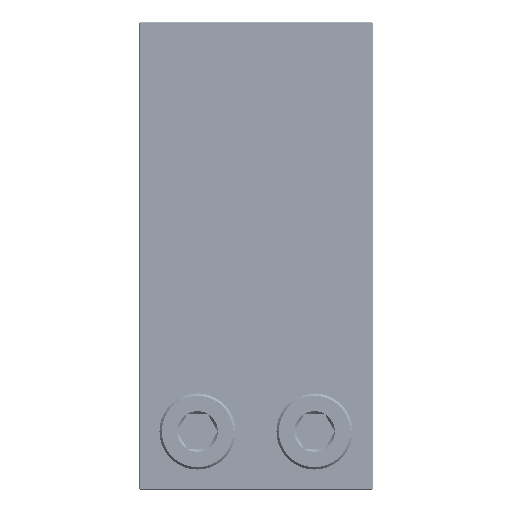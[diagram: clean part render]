
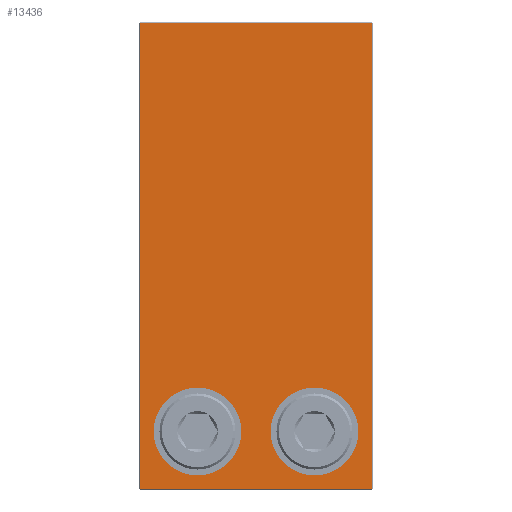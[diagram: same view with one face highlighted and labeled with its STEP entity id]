
A CAD part, left-side view. The second image highlights one B-rep face of the part: STEP entity #13436.
In plain terms, the highlighted planar face has unit normal (-1, 0, 0).
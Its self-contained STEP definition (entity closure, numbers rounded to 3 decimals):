
#103=FACE_BOUND('',#1616,.T.);
#104=FACE_BOUND('',#1617,.T.);
#182=PLANE('',#14271);
#865=FACE_OUTER_BOUND('',#1615,.T.);
#1615=EDGE_LOOP('',(#11690,#11691,#11692,#11693));
#1616=EDGE_LOOP('',(#11694));
#1617=EDGE_LOOP('',(#11695));
#1760=CIRCLE('',#14158,4.);
#1761=CIRCLE('',#14163,4.);
#3677=LINE('',#53567,#4424);
#3690=LINE('',#53594,#4437);
#3695=LINE('',#53604,#4442);
#3697=LINE('',#53607,#4444);
#4424=VECTOR('',#16367,10.);
#4437=VECTOR('',#16400,10.);
#4442=VECTOR('',#16415,10.);
#4444=VECTOR('',#16419,10.);
#5673=VERTEX_POINT('',#44703);
#5675=VERTEX_POINT('',#44712);
#5724=VERTEX_POINT('',#53478);
#5736=VERTEX_POINT('',#53517);
#5737=VERTEX_POINT('',#53521);
#5747=VERTEX_POINT('',#53560);
#7572=EDGE_CURVE('',#5673,#5673,#1760,.T.);
#7575=EDGE_CURVE('',#5675,#5675,#1761,.T.);
#7720=EDGE_CURVE('',#5747,#5736,#3677,.T.);
#7735=EDGE_CURVE('',#5737,#5747,#3690,.T.);
#7742=EDGE_CURVE('',#5724,#5737,#3695,.T.);
#7744=EDGE_CURVE('',#5736,#5724,#3697,.T.);
#11690=ORIENTED_EDGE('',*,*,#7720,.F.);
#11691=ORIENTED_EDGE('',*,*,#7735,.F.);
#11692=ORIENTED_EDGE('',*,*,#7742,.F.);
#11693=ORIENTED_EDGE('',*,*,#7744,.F.);
#11694=ORIENTED_EDGE('',*,*,#7572,.T.);
#11695=ORIENTED_EDGE('',*,*,#7575,.T.);
#13436=ADVANCED_FACE('',(#865,#103,#104),#182,.T.);
#14158=AXIS2_PLACEMENT_3D('',#44704,#16121,#16122);
#14163=AXIS2_PLACEMENT_3D('',#44713,#16133,#16134);
#14271=AXIS2_PLACEMENT_3D('',#53648,#16482,#16483);
#16121=DIRECTION('center_axis',(1.,0.,0.));
#16122=DIRECTION('ref_axis',(0.,-1.,0.));
#16133=DIRECTION('center_axis',(1.,0.,0.));
#16134=DIRECTION('ref_axis',(0.,-1.,0.));
#16367=DIRECTION('',(0.,1.,0.));
#16400=DIRECTION('',(0.,0.,-1.));
#16415=DIRECTION('',(0.,-1.,0.));
#16419=DIRECTION('',(0.,0.,1.));
#16482=DIRECTION('center_axis',(-1.,0.,0.));
#16483=DIRECTION('ref_axis',(0.,-1.,0.));
#44703=CARTESIAN_POINT('',(0.,34.,10.));
#44704=CARTESIAN_POINT('Origin',(0.,30.,10.));
#44712=CARTESIAN_POINT('',(0.,14.,10.));
#44713=CARTESIAN_POINT('Origin',(0.,10.,10.));
#53478=CARTESIAN_POINT('',(0.,39.8,79.8));
#53517=CARTESIAN_POINT('',(0.,39.8,0.2));
#53521=CARTESIAN_POINT('',(0.,0.2,79.8));
#53560=CARTESIAN_POINT('',(0.,0.2,0.2));
#53567=CARTESIAN_POINT('',(0.,30.,0.2));
#53594=CARTESIAN_POINT('',(0.,0.2,0.));
#53604=CARTESIAN_POINT('',(0.,30.,79.8));
#53607=CARTESIAN_POINT('',(0.,39.8,0.));
#53648=CARTESIAN_POINT('Origin',(0.,40.,0.));
